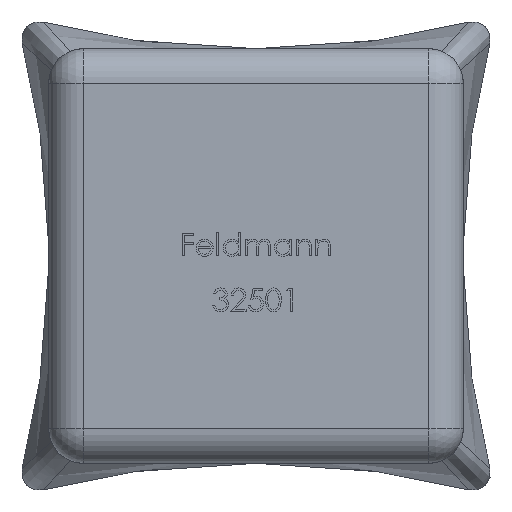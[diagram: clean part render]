
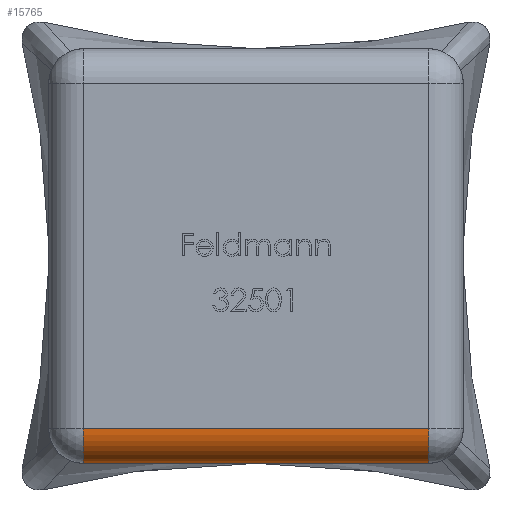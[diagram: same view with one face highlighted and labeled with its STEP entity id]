
A CAD part, front view. The second image highlights one B-rep face of the part: STEP entity #15765.
In plain terms, the highlighted cylindrical face has radius 2 mm (diameter 4 mm), a partial arc.
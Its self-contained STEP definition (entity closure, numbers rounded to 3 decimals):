
#105 = AXIS2_PLACEMENT_3D ( 'NONE', #18676, #13172, #18834 ) ;
#931 = CARTESIAN_POINT ( 'NONE',  ( 10., -45., -10. ) ) ;
#2840 = ORIENTED_EDGE ( 'NONE', *, *, #4314, .F. ) ;
#4091 = CIRCLE ( 'NONE', #21506, 2. ) ;
#4314 = EDGE_CURVE ( 'NONE', #4454, #19419, #4091, .T. ) ;
#4454 = VERTEX_POINT ( 'NONE', #22261 ) ;
#5357 = EDGE_CURVE ( 'NONE', #12235, #22250, #21867, .T. ) ;
#5449 = EDGE_LOOP ( 'NONE', ( #20538, #11173, #2840, #11826 ) ) ;
#6024 = CARTESIAN_POINT ( 'NONE',  ( 10., -45., -10. ) ) ;
#6504 = AXIS2_PLACEMENT_3D ( 'NONE', #19162, #22781, #6594 ) ;
#6594 = DIRECTION ( 'NONE',  ( 0., 0., 1. ) ) ;
#6632 = DIRECTION ( 'NONE',  ( 1., 0., 0. ) ) ;
#7830 = EDGE_CURVE ( 'NONE', #19419, #22250, #8345, .T. ) ;
#8097 = EDGE_CURVE ( 'NONE', #12235, #4454, #21636, .T. ) ;
#8345 = LINE ( 'NONE', #931, #22198 ) ;
#10184 = CARTESIAN_POINT ( 'NONE',  ( 10., -43., -12. ) ) ;
#10322 = CYLINDRICAL_SURFACE ( 'NONE', #105, 2. ) ;
#10911 = FACE_OUTER_BOUND ( 'NONE', #5449, .T. ) ;
#11173 = ORIENTED_EDGE ( 'NONE', *, *, #7830, .F. ) ;
#11826 = ORIENTED_EDGE ( 'NONE', *, *, #8097, .F. ) ;
#12235 = VERTEX_POINT ( 'NONE', #10184 ) ;
#12323 = CARTESIAN_POINT ( 'NONE',  ( -10., -45., -10. ) ) ;
#12663 = DIRECTION ( 'NONE',  ( -1., 0., 0. ) ) ;
#13172 = DIRECTION ( 'NONE',  ( -1., 0., 0. ) ) ;
#13961 = VECTOR ( 'NONE', #12663, 1000. ) ;
#14754 = DIRECTION ( 'NONE',  ( -1., 0., 0. ) ) ;
#14838 = DIRECTION ( 'NONE',  ( 0., 0., 1. ) ) ;
#15765 = ADVANCED_FACE ( 'NONE', ( #10911 ), #10322, .T. ) ;
#16880 = CARTESIAN_POINT ( 'NONE',  ( -10., -43., -10. ) ) ;
#18676 = CARTESIAN_POINT ( 'NONE',  ( -10., -43., -10. ) ) ;
#18834 = DIRECTION ( 'NONE',  ( 0., 0., 1. ) ) ;
#19162 = CARTESIAN_POINT ( 'NONE',  ( 10., -43., -10. ) ) ;
#19419 = VERTEX_POINT ( 'NONE', #12323 ) ;
#20538 = ORIENTED_EDGE ( 'NONE', *, *, #5357, .T. ) ;
#21506 = AXIS2_PLACEMENT_3D ( 'NONE', #16880, #14754, #14838 ) ;
#21636 = LINE ( 'NONE', #23440, #13961 ) ;
#21867 = CIRCLE ( 'NONE', #6504, 2. ) ;
#22198 = VECTOR ( 'NONE', #6632, 1000. ) ;
#22250 = VERTEX_POINT ( 'NONE', #6024 ) ;
#22261 = CARTESIAN_POINT ( 'NONE',  ( -10., -43., -12. ) ) ;
#22781 = DIRECTION ( 'NONE',  ( -1., 0., 0. ) ) ;
#23440 = CARTESIAN_POINT ( 'NONE',  ( -10., -43., -12. ) ) ;
